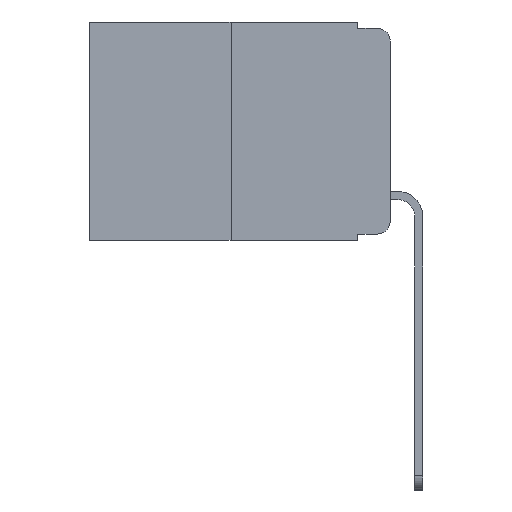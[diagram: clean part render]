
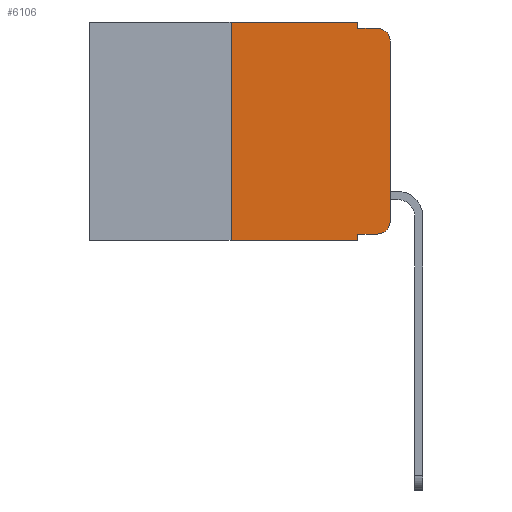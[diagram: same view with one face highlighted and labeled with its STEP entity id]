
A CAD part, left-side view. The second image highlights one B-rep face of the part: STEP entity #6106.
In plain terms, the highlighted planar face has unit normal (-1, 0, 0).
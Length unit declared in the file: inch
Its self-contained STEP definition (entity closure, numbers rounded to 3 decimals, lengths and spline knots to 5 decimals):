
#51 = EDGE_CURVE ( 'NONE', #4070, #2952, #5542, .T. ) ;
#81 = EDGE_CURVE ( 'NONE', #6175, #4070, #12089, .T. ) ;
#272 = PLANE ( 'NONE',  #2142 ) ;
#449 = DIRECTION ( 'NONE',  ( 0., -1., 0. ) ) ;
#866 = CARTESIAN_POINT ( 'NONE',  ( 0., 0.02, -0.03 ) ) ;
#931 = CARTESIAN_POINT ( 'NONE',  ( 0., 0.25, -0.343 ) ) ;
#1066 = CARTESIAN_POINT ( 'NONE',  ( 0., 0.051, -0.01 ) ) ;
#1559 = DIRECTION ( 'NONE',  ( 0., -1., 0. ) ) ;
#1745 = CARTESIAN_POINT ( 'NONE',  ( 0., 0.051, -0.333 ) ) ;
#1862 = VERTEX_POINT ( 'NONE', #1745 ) ;
#1949 = LINE ( 'NONE', #9825, #4701 ) ;
#2092 = CARTESIAN_POINT ( 'NONE',  ( 0., 0.02, -0.01 ) ) ;
#2142 = AXIS2_PLACEMENT_3D ( 'NONE', #7484, #2516, #9241 ) ;
#2516 = DIRECTION ( 'NONE',  ( 1., 0., 0. ) ) ;
#2952 = VERTEX_POINT ( 'NONE', #2092 ) ;
#3101 = DIRECTION ( 'NONE',  ( 0., 0., -1. ) ) ;
#3296 = CARTESIAN_POINT ( 'NONE',  ( 0., 0.051, 0. ) ) ;
#3517 = ORIENTED_EDGE ( 'NONE', *, *, #6689, .T. ) ;
#3542 = VERTEX_POINT ( 'NONE', #931 ) ;
#3559 = EDGE_CURVE ( 'NONE', #9723, #4681, #5746, .T. ) ;
#3560 = FACE_OUTER_BOUND ( 'NONE', #10628, .T. ) ;
#4026 = ORIENTED_EDGE ( 'NONE', *, *, #5313, .F. ) ;
#4070 = VERTEX_POINT ( 'NONE', #11569 ) ;
#4440 = VERTEX_POINT ( 'NONE', #7249 ) ;
#4610 = VECTOR ( 'NONE', #5587, 39.37008 ) ;
#4623 = LINE ( 'NONE', #12012, #6876 ) ;
#4681 = VERTEX_POINT ( 'NONE', #9377 ) ;
#4691 = CARTESIAN_POINT ( 'NONE',  ( 0., 0.473, 0. ) ) ;
#4701 = VECTOR ( 'NONE', #8084, 39.37008 ) ;
#4722 = EDGE_CURVE ( 'NONE', #4440, #6175, #8213, .T. ) ;
#4755 = AXIS2_PLACEMENT_3D ( 'NONE', #866, #10345, #12042 ) ;
#4890 = CARTESIAN_POINT ( 'NONE',  ( 0., 0.02, -0.313 ) ) ;
#4903 = DIRECTION ( 'NONE',  ( 0., 0., 1. ) ) ;
#4927 = EDGE_CURVE ( 'NONE', #3542, #10513, #1949, .T. ) ;
#4937 = LINE ( 'NONE', #10966, #4610 ) ;
#4978 = CARTESIAN_POINT ( 'NONE',  ( 0., 0.051, 0. ) ) ;
#4991 = LINE ( 'NONE', #7552, #9317 ) ;
#5313 = EDGE_CURVE ( 'NONE', #6659, #9723, #8942, .T. ) ;
#5542 = CIRCLE ( 'NONE', #4755, 0.02 ) ;
#5587 = DIRECTION ( 'NONE',  ( 0., 0., 1. ) ) ;
#5589 = CARTESIAN_POINT ( 'NONE',  ( 0., 0., 0. ) ) ;
#5746 = LINE ( 'NONE', #3296, #10274 ) ;
#5861 = DIRECTION ( 'NONE',  ( 0., 0., -1. ) ) ;
#6104 = ORIENTED_EDGE ( 'NONE', *, *, #8290, .F. ) ;
#6106 = ADVANCED_FACE ( 'NONE', ( #3560 ), #272, .F. ) ;
#6175 = VERTEX_POINT ( 'NONE', #8447 ) ;
#6276 = ORIENTED_EDGE ( 'NONE', *, *, #51, .T. ) ;
#6326 = ORIENTED_EDGE ( 'NONE', *, *, #81, .T. ) ;
#6659 = VERTEX_POINT ( 'NONE', #11834 ) ;
#6689 = EDGE_CURVE ( 'NONE', #1862, #4440, #4991, .T. ) ;
#6876 = VECTOR ( 'NONE', #8603, 39.37008 ) ;
#7108 = VECTOR ( 'NONE', #449, 39.37008 ) ;
#7249 = CARTESIAN_POINT ( 'NONE',  ( 0., 0.02, -0.333 ) ) ;
#7484 = CARTESIAN_POINT ( 'NONE',  ( 0., 0.473, 0. ) ) ;
#7552 = CARTESIAN_POINT ( 'NONE',  ( 0., 0.051, -0.333 ) ) ;
#7956 = EDGE_CURVE ( 'NONE', #1862, #10513, #4623, .T. ) ;
#8074 = DIRECTION ( 'NONE',  ( 0., -1., 0. ) ) ;
#8084 = DIRECTION ( 'NONE',  ( 0., -1., 0. ) ) ;
#8213 = CIRCLE ( 'NONE', #10684, 0.02 ) ;
#8290 = EDGE_CURVE ( 'NONE', #4681, #2952, #11398, .T. ) ;
#8447 = CARTESIAN_POINT ( 'NONE',  ( 0., 0., -0.313 ) ) ;
#8551 = EDGE_CURVE ( 'NONE', #3542, #6659, #4937, .T. ) ;
#8561 = ORIENTED_EDGE ( 'NONE', *, *, #4722, .T. ) ;
#8603 = DIRECTION ( 'NONE',  ( 0., 0., -1. ) ) ;
#8818 = ORIENTED_EDGE ( 'NONE', *, *, #8551, .F. ) ;
#8942 = LINE ( 'NONE', #4691, #7108 ) ;
#9241 = DIRECTION ( 'NONE',  ( 0., 0., -1. ) ) ;
#9317 = VECTOR ( 'NONE', #1559, 39.37008 ) ;
#9377 = CARTESIAN_POINT ( 'NONE',  ( 0., 0.051, -0.01 ) ) ;
#9417 = VECTOR ( 'NONE', #8074, 39.37008 ) ;
#9723 = VERTEX_POINT ( 'NONE', #4978 ) ;
#9820 = VECTOR ( 'NONE', #4903, 39.37008 ) ;
#9825 = CARTESIAN_POINT ( 'NONE',  ( 0., 0.473, -0.343 ) ) ;
#10274 = VECTOR ( 'NONE', #3101, 39.37008 ) ;
#10345 = DIRECTION ( 'NONE',  ( -1., 0., 0. ) ) ;
#10494 = ORIENTED_EDGE ( 'NONE', *, *, #3559, .F. ) ;
#10513 = VERTEX_POINT ( 'NONE', #10518 ) ;
#10518 = CARTESIAN_POINT ( 'NONE',  ( 0., 0.051, -0.343 ) ) ;
#10628 = EDGE_LOOP ( 'NONE', ( #6326, #6276, #6104, #10494, #4026, #8818, #11774, #12058, #3517, #8561 ) ) ;
#10684 = AXIS2_PLACEMENT_3D ( 'NONE', #4890, #11195, #5861 ) ;
#10966 = CARTESIAN_POINT ( 'NONE',  ( 0., 0.25, 0. ) ) ;
#11195 = DIRECTION ( 'NONE',  ( -1., 0., 0. ) ) ;
#11398 = LINE ( 'NONE', #1066, #9417 ) ;
#11569 = CARTESIAN_POINT ( 'NONE',  ( 0., 0., -0.03 ) ) ;
#11774 = ORIENTED_EDGE ( 'NONE', *, *, #4927, .T. ) ;
#11834 = CARTESIAN_POINT ( 'NONE',  ( 0., 0.25, 0. ) ) ;
#12012 = CARTESIAN_POINT ( 'NONE',  ( 0., 0.051, 0. ) ) ;
#12042 = DIRECTION ( 'NONE',  ( 0., 0., -1. ) ) ;
#12058 = ORIENTED_EDGE ( 'NONE', *, *, #7956, .F. ) ;
#12089 = LINE ( 'NONE', #5589, #9820 ) ;
